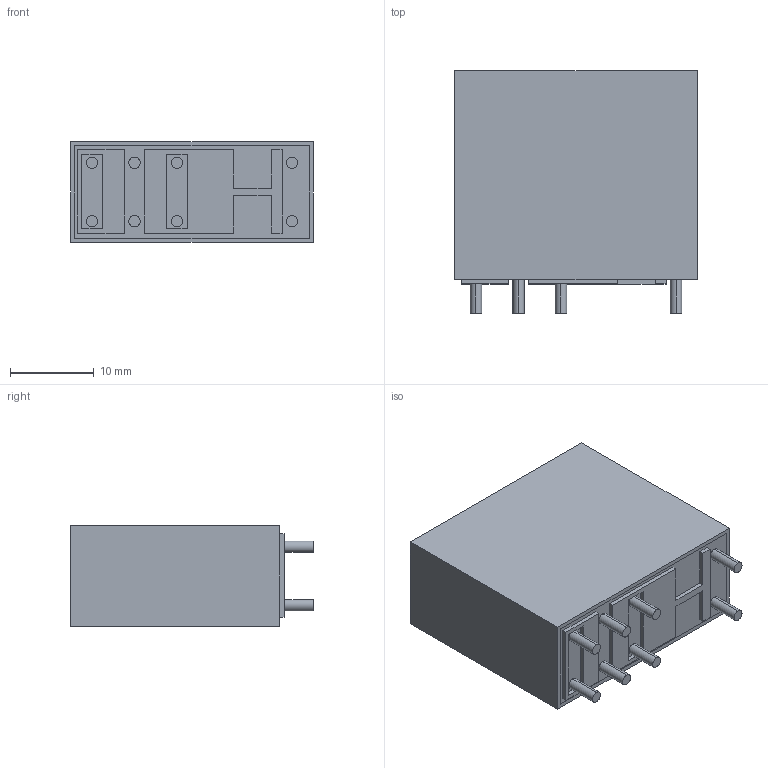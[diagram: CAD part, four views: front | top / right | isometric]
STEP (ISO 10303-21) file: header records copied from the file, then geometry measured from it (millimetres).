
FILE_DESCRIPTION (( 'STEP AP214' ), '1' );
FILE_NAME ('User Library-Releu SCHRACK 24V-16A.STEP', '2018-10-21T16:52:37', ( '' ), ( '' ), 'SwSTEP 2.0', 'SolidWorks 2018', '' );
FILE_SCHEMA (( 'AUTOMOTIVE_DESIGN' ));
Length unit declared in the file: millimetre
Products named in the file (1): User Library-Releu SCHRACK 24V-16A
Bounding box: 29 x 29 x 12 mm (x, y, z)
Volume: 4781.5 mm3; surface area: 10332.6 mm2
Topology: 23 solids, 23 shells, 160 faces, 336 edges, 224 vertices
Faces by surface type: plane 130, cylinder 30
Entity records: 6053 total; most frequent: CARTESIAN_POINT 721, DIRECTION 718, ORIENTED_EDGE 672, EDGE_CURVE 336, VECTOR 276, LINE 276, VERTEX_POINT 224, AXIS2_PLACEMENT_3D 221
